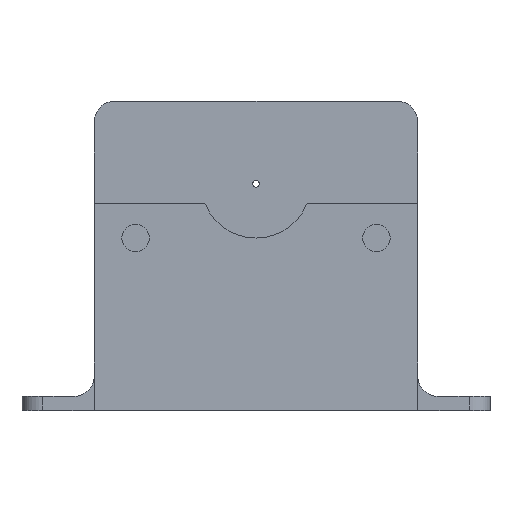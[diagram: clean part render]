
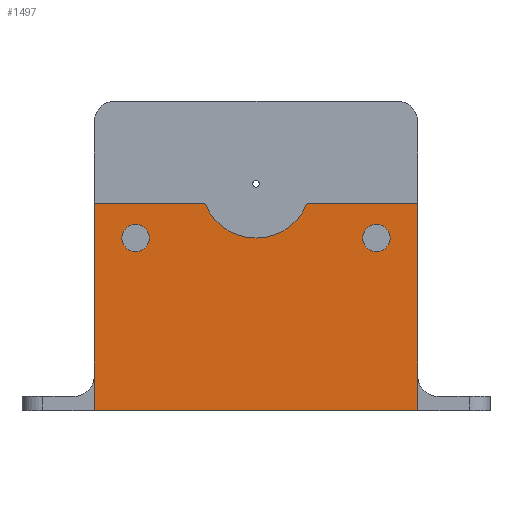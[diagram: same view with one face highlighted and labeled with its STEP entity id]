
A CAD part, top view. The second image highlights one B-rep face of the part: STEP entity #1497.
In plain terms, the highlighted planar face has unit normal (0, 0, 1).
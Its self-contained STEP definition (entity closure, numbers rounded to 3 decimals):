
#5 = DIRECTION ( 'NONE',  ( -1., 0., 0. ) ) ;
#10 = EDGE_CURVE ( 'NONE', #630, #2018, #1062, .T. ) ;
#36 = AXIS2_PLACEMENT_3D ( 'NONE', #860, #2062, #5 ) ;
#99 = VECTOR ( 'NONE', #478, 1000. ) ;
#118 = ORIENTED_EDGE ( 'NONE', *, *, #1800, .F. ) ;
#138 = LINE ( 'NONE', #1890, #99 ) ;
#142 = EDGE_CURVE ( 'NONE', #305, #610, #883, .T. ) ;
#241 = CARTESIAN_POINT ( 'NONE',  ( 0., 8., 3. ) ) ;
#249 = ORIENTED_EDGE ( 'NONE', *, *, #1365, .T. ) ;
#305 = VERTEX_POINT ( 'NONE', #564 ) ;
#331 = AXIS2_PLACEMENT_3D ( 'NONE', #2187, #797, #1521 ) ;
#343 = CARTESIAN_POINT ( 'NONE',  ( -15.5, 0., 3. ) ) ;
#351 = EDGE_CURVE ( 'NONE', #2009, #2123, #1501, .T. ) ;
#361 = CARTESIAN_POINT ( 'NONE',  ( -23.5, -25., 3. ) ) ;
#478 = DIRECTION ( 'NONE',  ( -1., 0., 0. ) ) ;
#546 = VECTOR ( 'NONE', #1364, 1000. ) ;
#564 = CARTESIAN_POINT ( 'NONE',  ( -23.5, -25., 3. ) ) ;
#583 = EDGE_CURVE ( 'NONE', #1682, #1589, #2058, .T. ) ;
#599 = FACE_BOUND ( 'NONE', #1272, .T. ) ;
#610 = VERTEX_POINT ( 'NONE', #1382 ) ;
#629 = EDGE_CURVE ( 'NONE', #610, #2009, #1268, .T. ) ;
#630 = VERTEX_POINT ( 'NONE', #1597 ) ;
#676 = CARTESIAN_POINT ( 'NONE',  ( 17.5, 0., 3. ) ) ;
#681 = LINE ( 'NONE', #1907, #1596 ) ;
#768 = FACE_BOUND ( 'NONE', #1499, .T. ) ;
#784 = DIRECTION ( 'NONE',  ( 0., 0., 1. ) ) ;
#797 = DIRECTION ( 'NONE',  ( 0., 0., -1. ) ) ;
#855 = EDGE_CURVE ( 'NONE', #2018, #630, #1329, .T. ) ;
#860 = CARTESIAN_POINT ( 'NONE',  ( 17.5, 0., 3. ) ) ;
#879 = DIRECTION ( 'NONE',  ( 0., 1., 0. ) ) ;
#883 = LINE ( 'NONE', #361, #546 ) ;
#910 = CARTESIAN_POINT ( 'NONE',  ( 19.5, 0., 3. ) ) ;
#950 = CARTESIAN_POINT ( 'NONE',  ( 7.416, 5., 3. ) ) ;
#957 = ORIENTED_EDGE ( 'NONE', *, *, #142, .T. ) ;
#960 = ORIENTED_EDGE ( 'NONE', *, *, #1202, .T. ) ;
#998 = EDGE_LOOP ( 'NONE', ( #2239, #2017, #1691, #960, #249, #957 ) ) ;
#1062 = CIRCLE ( 'NONE', #2116, 2. ) ;
#1078 = AXIS2_PLACEMENT_3D ( 'NONE', #676, #2082, #2072 ) ;
#1106 = ORIENTED_EDGE ( 'NONE', *, *, #10, .F. ) ;
#1202 = EDGE_CURVE ( 'NONE', #1657, #1319, #138, .T. ) ;
#1248 = DIRECTION ( 'NONE',  ( 0., 0., 1. ) ) ;
#1268 = LINE ( 'NONE', #2144, #1658 ) ;
#1269 = CARTESIAN_POINT ( 'NONE',  ( -17.5, 0., 3. ) ) ;
#1272 = EDGE_LOOP ( 'NONE', ( #2119, #118 ) ) ;
#1309 = CARTESIAN_POINT ( 'NONE',  ( -7.416, 5., 3. ) ) ;
#1319 = VERTEX_POINT ( 'NONE', #1514 ) ;
#1329 = CIRCLE ( 'NONE', #1511, 2. ) ;
#1339 = DIRECTION ( 'NONE',  ( -1., 0., 0. ) ) ;
#1364 = DIRECTION ( 'NONE',  ( 1., 0., 0. ) ) ;
#1365 = EDGE_CURVE ( 'NONE', #1319, #305, #681, .T. ) ;
#1382 = CARTESIAN_POINT ( 'NONE',  ( 23.5, -25., 3. ) ) ;
#1454 = DIRECTION ( 'NONE',  ( 1., 0., 0. ) ) ;
#1480 = DIRECTION ( 'NONE',  ( 1., 0., 0. ) ) ;
#1497 = ADVANCED_FACE ( 'NONE', ( #768, #1613, #599 ), #1993, .T. ) ;
#1499 = EDGE_LOOP ( 'NONE', ( #1106, #1687 ) ) ;
#1501 = LINE ( 'NONE', #950, #1938 ) ;
#1511 = AXIS2_PLACEMENT_3D ( 'NONE', #2175, #784, #1480 ) ;
#1514 = CARTESIAN_POINT ( 'NONE',  ( -23.5, 5., 3. ) ) ;
#1521 = DIRECTION ( 'NONE',  ( 1., 0., 0. ) ) ;
#1589 = VERTEX_POINT ( 'NONE', #910 ) ;
#1596 = VECTOR ( 'NONE', #2087, 1000. ) ;
#1597 = CARTESIAN_POINT ( 'NONE',  ( -19.5, 0., 3. ) ) ;
#1613 = FACE_OUTER_BOUND ( 'NONE', #998, .T. ) ;
#1621 = CARTESIAN_POINT ( 'NONE',  ( 7.416, 5., 3. ) ) ;
#1628 = EDGE_CURVE ( 'NONE', #2123, #1657, #2112, .T. ) ;
#1657 = VERTEX_POINT ( 'NONE', #1309 ) ;
#1658 = VECTOR ( 'NONE', #879, 1000. ) ;
#1665 = CARTESIAN_POINT ( 'NONE',  ( 15.5, 0., 3. ) ) ;
#1682 = VERTEX_POINT ( 'NONE', #1665 ) ;
#1687 = ORIENTED_EDGE ( 'NONE', *, *, #855, .F. ) ;
#1691 = ORIENTED_EDGE ( 'NONE', *, *, #1628, .T. ) ;
#1745 = AXIS2_PLACEMENT_3D ( 'NONE', #241, #2121, #1454 ) ;
#1800 = EDGE_CURVE ( 'NONE', #1589, #1682, #2217, .T. ) ;
#1890 = CARTESIAN_POINT ( 'NONE',  ( -23.5, 5., 3. ) ) ;
#1907 = CARTESIAN_POINT ( 'NONE',  ( -23.5, -25., 3. ) ) ;
#1928 = CARTESIAN_POINT ( 'NONE',  ( 23.5, 5., 3. ) ) ;
#1938 = VECTOR ( 'NONE', #1339, 1000. ) ;
#1993 = PLANE ( 'NONE',  #1745 ) ;
#2009 = VERTEX_POINT ( 'NONE', #1928 ) ;
#2017 = ORIENTED_EDGE ( 'NONE', *, *, #351, .T. ) ;
#2018 = VERTEX_POINT ( 'NONE', #343 ) ;
#2058 = CIRCLE ( 'NONE', #1078, 2. ) ;
#2062 = DIRECTION ( 'NONE',  ( 0., 0., 1. ) ) ;
#2072 = DIRECTION ( 'NONE',  ( -1., 0., 0. ) ) ;
#2082 = DIRECTION ( 'NONE',  ( 0., 0., 1. ) ) ;
#2087 = DIRECTION ( 'NONE',  ( 0., -1., 0. ) ) ;
#2112 = CIRCLE ( 'NONE', #331, 8. ) ;
#2116 = AXIS2_PLACEMENT_3D ( 'NONE', #1269, #1248, #2125 ) ;
#2119 = ORIENTED_EDGE ( 'NONE', *, *, #583, .F. ) ;
#2121 = DIRECTION ( 'NONE',  ( 0., 0., 1. ) ) ;
#2123 = VERTEX_POINT ( 'NONE', #1621 ) ;
#2125 = DIRECTION ( 'NONE',  ( 1., 0., 0. ) ) ;
#2144 = CARTESIAN_POINT ( 'NONE',  ( 23.5, -25., 3. ) ) ;
#2175 = CARTESIAN_POINT ( 'NONE',  ( -17.5, 0., 3. ) ) ;
#2187 = CARTESIAN_POINT ( 'NONE',  ( 0., 8., 3. ) ) ;
#2217 = CIRCLE ( 'NONE', #36, 2. ) ;
#2239 = ORIENTED_EDGE ( 'NONE', *, *, #629, .T. ) ;
